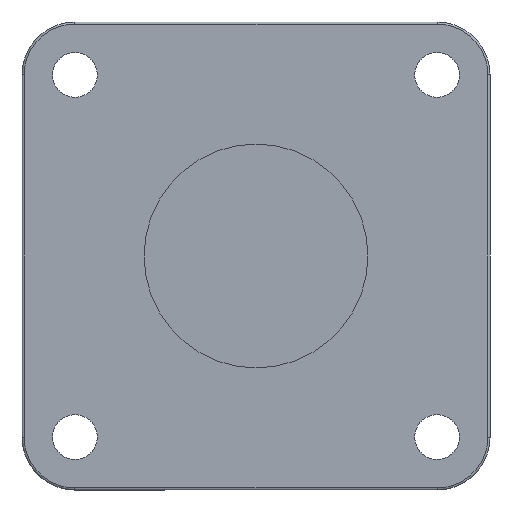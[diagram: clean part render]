
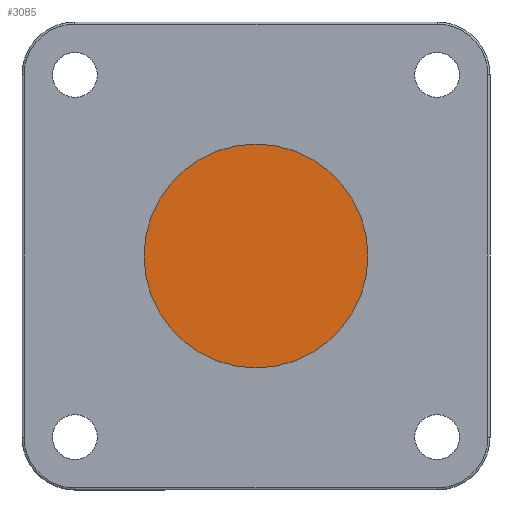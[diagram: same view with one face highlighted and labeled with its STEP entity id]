
A CAD part, front view. The second image highlights one B-rep face of the part: STEP entity #3085.
In plain terms, the highlighted planar face has unit normal (0, -1, 0).
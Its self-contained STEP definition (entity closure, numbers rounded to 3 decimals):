
#76 = CARTESIAN_POINT ( 'NONE',  ( 0., 5., 0. ) ) ;
#178 = CIRCLE ( 'NONE', #381, 27.5 ) ;
#192 = CIRCLE ( 'NONE', #3087, 27.5 ) ;
#381 = AXIS2_PLACEMENT_3D ( 'NONE', #76, #3091, #506 ) ;
#458 = CARTESIAN_POINT ( 'NONE',  ( 0., 5., -27.5 ) ) ;
#506 = DIRECTION ( 'NONE',  ( 0., 0., -1. ) ) ;
#548 = CARTESIAN_POINT ( 'NONE',  ( 0., 5., 0. ) ) ;
#612 = EDGE_LOOP ( 'NONE', ( #3558, #3484 ) ) ;
#1558 = VERTEX_POINT ( 'NONE', #3313 ) ;
#1813 = DIRECTION ( 'NONE',  ( 0., 0., -1. ) ) ;
#1820 = DIRECTION ( 'NONE',  ( 0., -1., 0. ) ) ;
#3085 = ADVANCED_FACE ( 'NONE', ( #3267 ), #3130, .T. ) ;
#3087 = AXIS2_PLACEMENT_3D ( 'NONE', #4405, #1820, #4832 ) ;
#3091 = DIRECTION ( 'NONE',  ( 0., -1., 0. ) ) ;
#3130 = PLANE ( 'NONE',  #3981 ) ;
#3267 = FACE_OUTER_BOUND ( 'NONE', #612, .T. ) ;
#3313 = CARTESIAN_POINT ( 'NONE',  ( 0., 5., 27.5 ) ) ;
#3425 = VERTEX_POINT ( 'NONE', #458 ) ;
#3484 = ORIENTED_EDGE ( 'NONE', *, *, #5101, .T. ) ;
#3558 = ORIENTED_EDGE ( 'NONE', *, *, #4036, .T. ) ;
#3981 = AXIS2_PLACEMENT_3D ( 'NONE', #548, #4398, #1813 ) ;
#4036 = EDGE_CURVE ( 'NONE', #3425, #1558, #192, .T. ) ;
#4398 = DIRECTION ( 'NONE',  ( 0., -1., 0. ) ) ;
#4405 = CARTESIAN_POINT ( 'NONE',  ( 0., 5., 0. ) ) ;
#4832 = DIRECTION ( 'NONE',  ( 0., 0., -1. ) ) ;
#5101 = EDGE_CURVE ( 'NONE', #1558, #3425, #178, .T. ) ;
